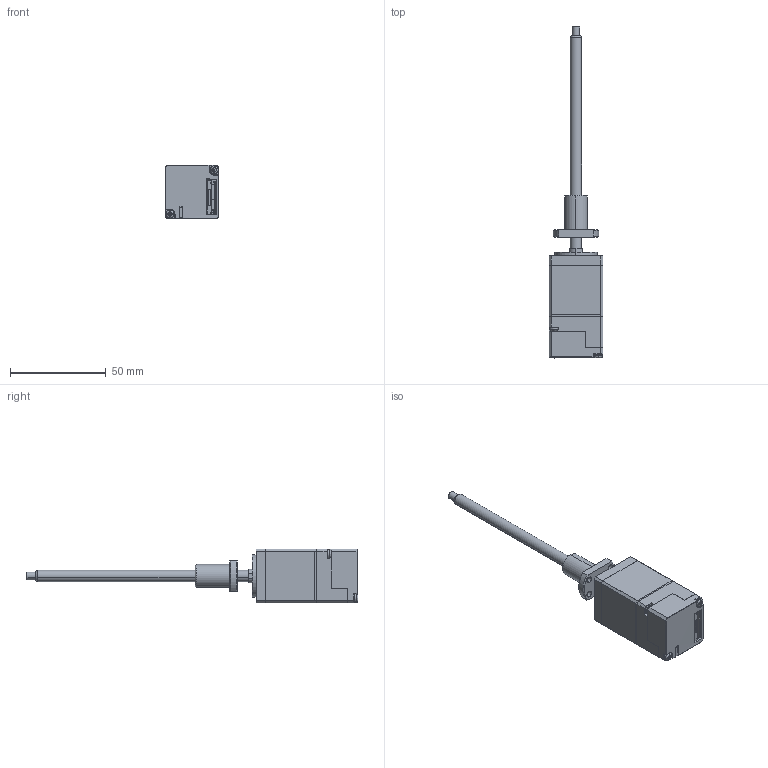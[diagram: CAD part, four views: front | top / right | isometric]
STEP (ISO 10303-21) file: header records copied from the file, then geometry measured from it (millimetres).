
FILE_DESCRIPTION (( 'STEP AP203' ), '1' );
FILE_NAME ('TSM11Q-2RM-B0606-115-FF1-S.STEP', '2021-07-20T08:47:39', ( '' ), ( '' ), 'SwSTEP 2.0', 'SolidWorks 2014', '' );
FILE_SCHEMA (( 'CONFIG_CONTROL_DESIGN' ));
Length unit declared in the file: millimetre
Products named in the file (1): TSM11Q-2RM-B0606-115-FF1-S
Bounding box: 28 x 173.2 x 28.03 mm (x, y, z)
Surface area: 17009.3 mm2 (no closed solid volume)
Topology: 0 solids, 13 shells, 217 faces, 798 edges, 577 vertices
Faces by surface type: plane 107, cylinder 78, cone 16, bspline 12, torus 3, sphere 1
Entity records: 9792 total; most frequent: CARTESIAN_POINT 3265, ORIENTED_EDGE 1250, DIRECTION 1245, EDGE_CURVE 797, VERTEX_POINT 577, VECTOR 461, LINE 461, AXIS2_PLACEMENT_3D 392
